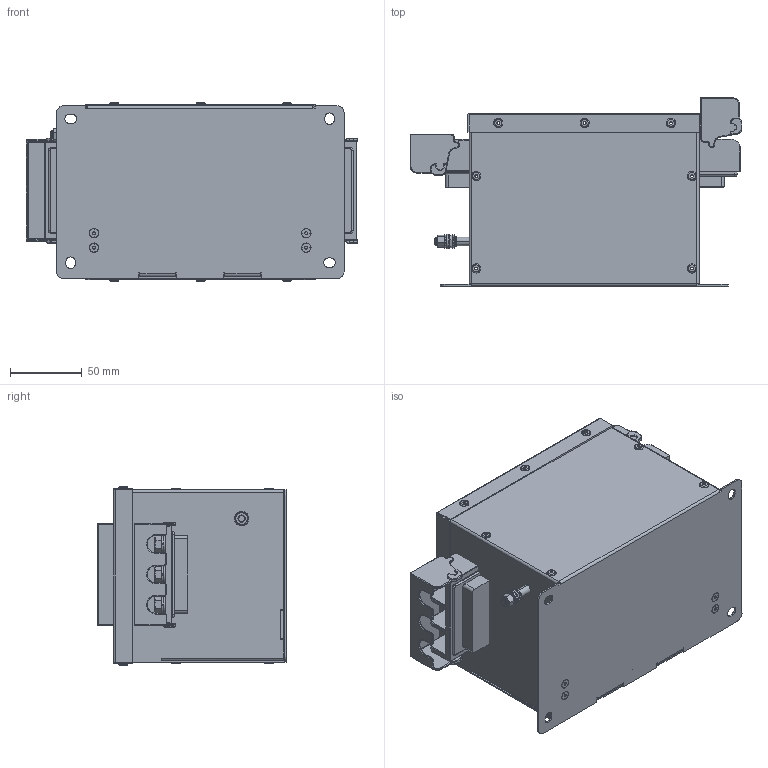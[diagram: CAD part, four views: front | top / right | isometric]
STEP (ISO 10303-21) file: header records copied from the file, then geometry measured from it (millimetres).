
FILE_DESCRIPTION (( 'STEP AP214' ), '1' );
FILE_NAME ('TB6-B060AS.STEP', '2022-05-10T17:28:09', ( '' ), ( '' ), 'SwSTEP 2.0', 'SolidWorks 2021', '' );
FILE_SCHEMA (( 'AUTOMOTIVE_DESIGN' ));
Length unit declared in the file: inch
Products named in the file (1): TB6-B060AS
Bounding box: 230.76 x 130.96 x 124 mm (x, y, z)
Volume: 439195.5 mm3; surface area: 278627.1 mm2
Topology: 50 solids, 53 shells, 1921 faces, 4882 edges, 3071 vertices
Faces by surface type: plane 871, cylinder 568, bspline 304, cone 151, torus 20, sphere 7
Entity records: 68237 total; most frequent: CARTESIAN_POINT 22642, ORIENTED_EDGE 9746, DIRECTION 8848, EDGE_CURVE 4873, VERTEX_POINT 3071, AXIS2_PLACEMENT_3D 3029, VECTOR 2790, LINE 2790
